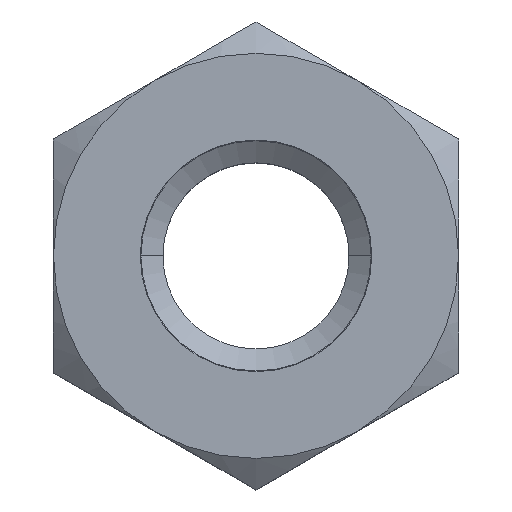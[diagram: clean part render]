
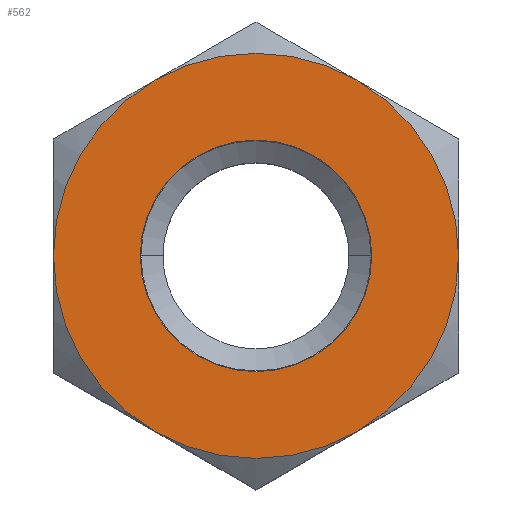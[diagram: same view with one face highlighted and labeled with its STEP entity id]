
A CAD part, top view. The second image highlights one B-rep face of the part: STEP entity #562.
In plain terms, the highlighted planar face has unit normal (0, 0, 1).
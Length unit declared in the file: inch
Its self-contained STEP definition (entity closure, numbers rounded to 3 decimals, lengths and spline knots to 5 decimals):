
#4 = CIRCLE ( 'NONE', #736, 0.21875 ) ;
#37 = CARTESIAN_POINT ( 'NONE',  ( 0.21875, 0., 0. ) ) ;
#78 = AXIS2_PLACEMENT_3D ( 'NONE', #332, #154, #166 ) ;
#120 = EDGE_CURVE ( 'NONE', #907, #1252, #1065, .T. ) ;
#128 = CARTESIAN_POINT ( 'NONE',  ( 0., 0.25259, 0. ) ) ;
#130 = PLANE ( 'NONE',  #752 ) ;
#141 = AXIS2_PLACEMENT_3D ( 'NONE', #1062, #1061, #1097 ) ;
#154 = DIRECTION ( 'NONE',  ( 0., 0., 1. ) ) ;
#166 = DIRECTION ( 'NONE',  ( 1., 0., 0. ) ) ;
#175 = AXIS2_PLACEMENT_3D ( 'NONE', #768, #762, #755 ) ;
#200 = AXIS2_PLACEMENT_3D ( 'NONE', #995, #992, #991 ) ;
#209 = CARTESIAN_POINT ( 'NONE',  ( -0.10938, 0.18944, 0. ) ) ;
#260 = EDGE_CURVE ( 'NONE', #750, #871, #1424, .T. ) ;
#283 = CIRCLE ( 'NONE', #141, 0.21875 ) ;
#288 = CIRCLE ( 'NONE', #200, 0.125 ) ;
#332 = CARTESIAN_POINT ( 'NONE',  ( 0., 0., 0. ) ) ;
#339 = EDGE_CURVE ( 'NONE', #1451, #787, #1363, .T. ) ;
#341 = DIRECTION ( 'NONE',  ( -1., 0., 0. ) ) ;
#379 = DIRECTION ( 'NONE',  ( 0., 0., -1. ) ) ;
#380 = ORIENTED_EDGE ( 'NONE', *, *, #697, .F. ) ;
#383 = DIRECTION ( 'NONE',  ( 0., 0., -1. ) ) ;
#388 = DIRECTION ( 'NONE',  ( -1., 0., 0. ) ) ;
#403 = CARTESIAN_POINT ( 'NONE',  ( 0., 0., 0. ) ) ;
#475 = ORIENTED_EDGE ( 'NONE', *, *, #963, .F. ) ;
#526 = ORIENTED_EDGE ( 'NONE', *, *, #644, .T. ) ;
#533 = ORIENTED_EDGE ( 'NONE', *, *, #1354, .F. ) ;
#543 = ORIENTED_EDGE ( 'NONE', *, *, #339, .F. ) ;
#562 = ADVANCED_FACE ( 'NONE', ( #1292, #1263 ), #130, .F. ) ;
#583 = CARTESIAN_POINT ( 'NONE',  ( -0.21875, 0., 0. ) ) ;
#596 = DIRECTION ( 'NONE',  ( 0., 0., -1. ) ) ;
#597 = CARTESIAN_POINT ( 'NONE',  ( 0., 0., 0. ) ) ;
#601 = ORIENTED_EDGE ( 'NONE', *, *, #1347, .F. ) ;
#607 = ORIENTED_EDGE ( 'NONE', *, *, #120, .F. ) ;
#614 = DIRECTION ( 'NONE',  ( -1., 0., 0. ) ) ;
#644 = EDGE_CURVE ( 'NONE', #928, #893, #1251, .T. ) ;
#651 = DIRECTION ( 'NONE',  ( 0., 0., -1. ) ) ;
#653 = CARTESIAN_POINT ( 'NONE',  ( 0., 0., 0. ) ) ;
#697 = EDGE_CURVE ( 'NONE', #1252, #893, #1198, .T. ) ;
#731 = CARTESIAN_POINT ( 'NONE',  ( 0., 0., 0. ) ) ;
#732 = ORIENTED_EDGE ( 'NONE', *, *, #260, .F. ) ;
#736 = AXIS2_PLACEMENT_3D ( 'NONE', #653, #651, #857 ) ;
#750 = VERTEX_POINT ( 'NONE', #1422 ) ;
#752 = AXIS2_PLACEMENT_3D ( 'NONE', #128, #379, #341 ) ;
#755 = DIRECTION ( 'NONE',  ( -1., 0., 0. ) ) ;
#762 = DIRECTION ( 'NONE',  ( 0., 0., -1. ) ) ;
#768 = CARTESIAN_POINT ( 'NONE',  ( 0., 0., 0. ) ) ;
#779 = CARTESIAN_POINT ( 'NONE',  ( 0.10938, 0.18944, 0. ) ) ;
#787 = VERTEX_POINT ( 'NONE', #1392 ) ;
#795 = EDGE_LOOP ( 'NONE', ( #533, #543 ) ) ;
#857 = DIRECTION ( 'NONE',  ( -1., 0., 0. ) ) ;
#871 = VERTEX_POINT ( 'NONE', #1364 ) ;
#884 = DIRECTION ( 'NONE',  ( 1., 0., 0. ) ) ;
#885 = DIRECTION ( 'NONE',  ( 0., 0., 1. ) ) ;
#893 = VERTEX_POINT ( 'NONE', #779 ) ;
#907 = VERTEX_POINT ( 'NONE', #583 ) ;
#928 = VERTEX_POINT ( 'NONE', #37 ) ;
#963 = EDGE_CURVE ( 'NONE', #928, #750, #4, .T. ) ;
#991 = DIRECTION ( 'NONE',  ( 1., 0., 0. ) ) ;
#992 = DIRECTION ( 'NONE',  ( 0., 0., 1. ) ) ;
#995 = CARTESIAN_POINT ( 'NONE',  ( 0., 0., 0. ) ) ;
#1033 = CARTESIAN_POINT ( 'NONE',  ( -0.125, 0., 0. ) ) ;
#1061 = DIRECTION ( 'NONE',  ( 0., 0., -1. ) ) ;
#1062 = CARTESIAN_POINT ( 'NONE',  ( 0., 0., 0. ) ) ;
#1065 = CIRCLE ( 'NONE', #175, 0.21875 ) ;
#1079 = AXIS2_PLACEMENT_3D ( 'NONE', #731, #885, #884 ) ;
#1097 = DIRECTION ( 'NONE',  ( -1., 0., 0. ) ) ;
#1198 = CIRCLE ( 'NONE', #1389, 0.21875 ) ;
#1213 = AXIS2_PLACEMENT_3D ( 'NONE', #403, #383, #388 ) ;
#1251 = CIRCLE ( 'NONE', #1079, 0.21875 ) ;
#1252 = VERTEX_POINT ( 'NONE', #209 ) ;
#1263 = FACE_BOUND ( 'NONE', #795, .T. ) ;
#1292 = FACE_OUTER_BOUND ( 'NONE', #1334, .T. ) ;
#1334 = EDGE_LOOP ( 'NONE', ( #607, #601, #732, #475, #526, #380 ) ) ;
#1347 = EDGE_CURVE ( 'NONE', #871, #907, #283, .T. ) ;
#1354 = EDGE_CURVE ( 'NONE', #787, #1451, #288, .T. ) ;
#1363 = CIRCLE ( 'NONE', #78, 0.125 ) ;
#1364 = CARTESIAN_POINT ( 'NONE',  ( -0.10938, -0.18944, 0. ) ) ;
#1389 = AXIS2_PLACEMENT_3D ( 'NONE', #597, #596, #614 ) ;
#1392 = CARTESIAN_POINT ( 'NONE',  ( 0.125, 0., 0. ) ) ;
#1422 = CARTESIAN_POINT ( 'NONE',  ( 0.10938, -0.18944, 0. ) ) ;
#1424 = CIRCLE ( 'NONE', #1213, 0.21875 ) ;
#1451 = VERTEX_POINT ( 'NONE', #1033 ) ;
